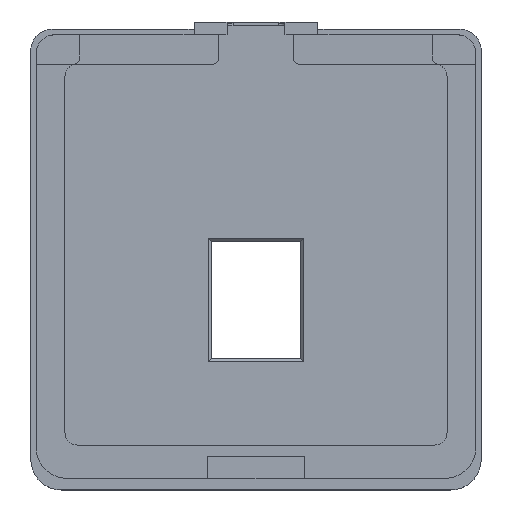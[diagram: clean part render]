
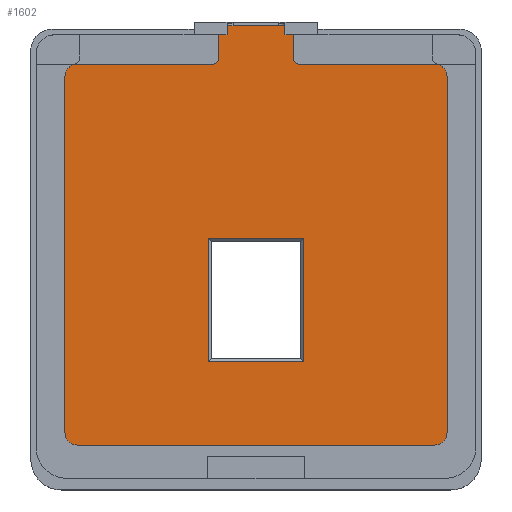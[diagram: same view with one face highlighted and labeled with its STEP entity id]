
A CAD part, top view. The second image highlights one B-rep face of the part: STEP entity #1602.
In plain terms, the highlighted planar face has unit normal (0, 0, 1).
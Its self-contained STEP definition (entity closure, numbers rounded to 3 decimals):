
#35=FACE_BOUND('',#258,.T.);
#84=PLANE('',#1746);
#161=FACE_OUTER_BOUND('',#257,.T.);
#257=EDGE_LOOP('',(#1397,#1398,#1399,#1400,#1401,#1402,#1403,#1404,#1405,
#1406,#1407,#1408,#1409,#1410,#1411,#1412));
#258=EDGE_LOOP('',(#1413,#1414,#1415,#1416));
#354=LINE('',#2427,#527);
#417=LINE('',#2682,#590);
#418=LINE('',#2685,#591);
#421=LINE('',#2690,#594);
#422=LINE('',#2692,#595);
#429=LINE('',#2864,#602);
#431=LINE('',#2874,#604);
#432=LINE('',#2878,#605);
#433=LINE('',#2882,#606);
#434=LINE('',#2885,#607);
#435=LINE('',#2887,#608);
#436=LINE('',#2892,#609);
#527=VECTOR('',#1966,1000.);
#590=VECTOR('',#2107,1000.);
#591=VECTOR('',#2110,1000.);
#594=VECTOR('',#2115,1000.);
#595=VECTOR('',#2118,1000.);
#602=VECTOR('',#2133,1000.);
#604=VECTOR('',#2143,1000.);
#605=VECTOR('',#2146,1000.);
#606=VECTOR('',#2149,1000.);
#607=VECTOR('',#2152,1000.);
#608=VECTOR('',#2153,1000.);
#609=VECTOR('',#2158,1000.);
#666=CIRCLE('',#1741,1.);
#667=CIRCLE('',#1745,1.);
#668=CIRCLE('',#1747,2.);
#669=CIRCLE('',#1748,2.);
#670=CIRCLE('',#1749,1.);
#671=CIRCLE('',#1750,1.);
#672=CIRCLE('',#1751,2.);
#673=CIRCLE('',#1752,2.);
#750=VERTEX_POINT('',#2424);
#751=VERTEX_POINT('',#2426);
#799=VERTEX_POINT('',#2678);
#800=VERTEX_POINT('',#2680);
#801=VERTEX_POINT('',#2684);
#802=VERTEX_POINT('',#2688);
#803=VERTEX_POINT('',#2694);
#806=VERTEX_POINT('',#2699);
#811=VERTEX_POINT('',#2862);
#813=VERTEX_POINT('',#2868);
#814=VERTEX_POINT('',#2872);
#815=VERTEX_POINT('',#2873);
#816=VERTEX_POINT('',#2875);
#817=VERTEX_POINT('',#2877);
#818=VERTEX_POINT('',#2879);
#819=VERTEX_POINT('',#2881);
#820=VERTEX_POINT('',#2883);
#821=VERTEX_POINT('',#2886);
#822=VERTEX_POINT('',#2889);
#823=VERTEX_POINT('',#2891);
#925=EDGE_CURVE('',#751,#750,#354,.F.);
#1005=EDGE_CURVE('',#799,#800,#417,.T.);
#1006=EDGE_CURVE('',#801,#799,#418,.T.);
#1009=EDGE_CURVE('',#802,#801,#421,.T.);
#1010=EDGE_CURVE('',#800,#802,#422,.T.);
#1014=EDGE_CURVE('',#803,#806,#666,.T.);
#1021=EDGE_CURVE('',#811,#806,#429,.T.);
#1024=EDGE_CURVE('',#811,#813,#667,.T.);
#1025=EDGE_CURVE('',#814,#815,#431,.F.);
#1026=EDGE_CURVE('',#814,#816,#668,.T.);
#1027=EDGE_CURVE('',#817,#816,#432,.T.);
#1028=EDGE_CURVE('',#817,#818,#669,.T.);
#1029=EDGE_CURVE('',#818,#819,#433,.F.);
#1030=EDGE_CURVE('',#819,#820,#670,.F.);
#1031=EDGE_CURVE('',#820,#803,#434,.T.);
#1032=EDGE_CURVE('',#821,#813,#435,.T.);
#1033=EDGE_CURVE('',#821,#751,#671,.F.);
#1034=EDGE_CURVE('',#750,#822,#672,.T.);
#1035=EDGE_CURVE('',#822,#823,#436,.T.);
#1036=EDGE_CURVE('',#823,#815,#673,.T.);
#1397=ORIENTED_EDGE('',*,*,#1025,.F.);
#1398=ORIENTED_EDGE('',*,*,#1026,.T.);
#1399=ORIENTED_EDGE('',*,*,#1027,.F.);
#1400=ORIENTED_EDGE('',*,*,#1028,.T.);
#1401=ORIENTED_EDGE('',*,*,#1029,.T.);
#1402=ORIENTED_EDGE('',*,*,#1030,.T.);
#1403=ORIENTED_EDGE('',*,*,#1031,.T.);
#1404=ORIENTED_EDGE('',*,*,#1014,.T.);
#1405=ORIENTED_EDGE('',*,*,#1021,.F.);
#1406=ORIENTED_EDGE('',*,*,#1024,.T.);
#1407=ORIENTED_EDGE('',*,*,#1032,.F.);
#1408=ORIENTED_EDGE('',*,*,#1033,.T.);
#1409=ORIENTED_EDGE('',*,*,#925,.T.);
#1410=ORIENTED_EDGE('',*,*,#1034,.T.);
#1411=ORIENTED_EDGE('',*,*,#1035,.T.);
#1412=ORIENTED_EDGE('',*,*,#1036,.T.);
#1413=ORIENTED_EDGE('',*,*,#1010,.T.);
#1414=ORIENTED_EDGE('',*,*,#1009,.T.);
#1415=ORIENTED_EDGE('',*,*,#1006,.T.);
#1416=ORIENTED_EDGE('',*,*,#1005,.T.);
#1602=ADVANCED_FACE('',(#161,#35),#84,.T.);
#1741=AXIS2_PLACEMENT_3D('',#2701,#2125,#2126);
#1745=AXIS2_PLACEMENT_3D('',#2870,#2139,#2140);
#1746=AXIS2_PLACEMENT_3D('',#2871,#2141,#2142);
#1747=AXIS2_PLACEMENT_3D('',#2876,#2144,#2145);
#1748=AXIS2_PLACEMENT_3D('',#2880,#2147,#2148);
#1749=AXIS2_PLACEMENT_3D('',#2884,#2150,#2151);
#1750=AXIS2_PLACEMENT_3D('',#2888,#2154,#2155);
#1751=AXIS2_PLACEMENT_3D('',#2890,#2156,#2157);
#1752=AXIS2_PLACEMENT_3D('',#2893,#2159,#2160);
#1966=DIRECTION('',(1.,0.,0.));
#2107=DIRECTION('',(0.,1.,0.));
#2110=DIRECTION('',(-1.,0.,0.));
#2115=DIRECTION('',(0.,-1.,0.));
#2118=DIRECTION('',(1.,0.,0.));
#2125=DIRECTION('center_axis',(0.,0.,1.));
#2126=DIRECTION('ref_axis',(1.,0.,0.));
#2133=DIRECTION('',(1.,0.,0.));
#2139=DIRECTION('center_axis',(0.,0.,1.));
#2140=DIRECTION('ref_axis',(1.,0.,0.));
#2141=DIRECTION('center_axis',(0.,0.,1.));
#2142=DIRECTION('ref_axis',(1.,0.,0.));
#2143=DIRECTION('',(1.,0.,0.));
#2144=DIRECTION('center_axis',(0.,0.,1.));
#2145=DIRECTION('ref_axis',(1.,0.,0.));
#2146=DIRECTION('',(0.,-1.,0.));
#2147=DIRECTION('center_axis',(0.,0.,1.));
#2148=DIRECTION('ref_axis',(1.,0.,0.));
#2149=DIRECTION('',(1.,0.,0.));
#2150=DIRECTION('center_axis',(0.,0.,1.));
#2151=DIRECTION('ref_axis',(1.,0.,0.));
#2152=DIRECTION('',(0.,1.,0.));
#2153=DIRECTION('',(0.,1.,0.));
#2154=DIRECTION('center_axis',(0.,0.,1.));
#2155=DIRECTION('ref_axis',(1.,0.,0.));
#2156=DIRECTION('center_axis',(0.,0.,1.));
#2157=DIRECTION('ref_axis',(1.,0.,0.));
#2158=DIRECTION('',(0.,-1.,0.));
#2159=DIRECTION('center_axis',(0.,0.,1.));
#2160=DIRECTION('ref_axis',(1.,0.,0.));
#2424=CARTESIAN_POINT('',(-29.3,28.2,24.5));
#2426=CARTESIAN_POINT('',(-7.15,28.2,24.5));
#2427=CARTESIAN_POINT('',(0.,28.2,24.5));
#2678=CARTESIAN_POINT('',(-7.8,-20.5,24.5));
#2680=CARTESIAN_POINT('',(-7.8,-0.3,24.5));
#2682=CARTESIAN_POINT('',(-7.8,-0.8,24.5));
#2684=CARTESIAN_POINT('',(7.8,-20.5,24.5));
#2685=CARTESIAN_POINT('',(-7.3,-20.5,24.5));
#2688=CARTESIAN_POINT('',(7.8,-0.3,24.5));
#2690=CARTESIAN_POINT('',(7.8,0.,24.5));
#2692=CARTESIAN_POINT('',(0.,-0.3,24.5));
#2694=CARTESIAN_POINT('',(6.15,33.5,24.5));
#2699=CARTESIAN_POINT('',(5.15,34.5,24.5));
#2701=CARTESIAN_POINT('Origin',(5.15,33.5,24.5));
#2862=CARTESIAN_POINT('',(-5.15,34.5,24.5));
#2864=CARTESIAN_POINT('',(0.,34.5,24.5));
#2868=CARTESIAN_POINT('',(-6.15,33.5,24.5));
#2870=CARTESIAN_POINT('Origin',(-5.15,33.5,24.5));
#2871=CARTESIAN_POINT('Origin',(0.,-37.635,24.5));
#2872=CARTESIAN_POINT('',(29.3,-34.2,24.5));
#2873=CARTESIAN_POINT('',(-29.3,-34.2,24.5));
#2874=CARTESIAN_POINT('',(0.,-34.2,24.5));
#2875=CARTESIAN_POINT('',(31.3,-32.2,24.5));
#2876=CARTESIAN_POINT('Origin',(29.3,-32.2,24.5));
#2877=CARTESIAN_POINT('',(31.3,26.2,24.5));
#2878=CARTESIAN_POINT('',(31.3,-3.,24.5));
#2879=CARTESIAN_POINT('',(29.3,28.2,24.5));
#2880=CARTESIAN_POINT('Origin',(29.3,26.2,24.5));
#2881=CARTESIAN_POINT('',(7.15,28.2,24.5));
#2882=CARTESIAN_POINT('',(0.,28.2,24.5));
#2883=CARTESIAN_POINT('',(6.15,29.2,24.5));
#2884=CARTESIAN_POINT('Origin',(7.15,29.2,24.5));
#2885=CARTESIAN_POINT('',(6.15,35.,24.5));
#2886=CARTESIAN_POINT('',(-6.15,29.2,24.5));
#2887=CARTESIAN_POINT('',(-6.15,35.,24.5));
#2888=CARTESIAN_POINT('Origin',(-7.15,29.2,24.5));
#2889=CARTESIAN_POINT('',(-31.3,26.2,24.5));
#2890=CARTESIAN_POINT('Origin',(-29.3,26.2,24.5));
#2891=CARTESIAN_POINT('',(-31.3,-32.2,24.5));
#2892=CARTESIAN_POINT('',(-31.3,-3.,24.5));
#2893=CARTESIAN_POINT('Origin',(-29.3,-32.2,24.5));
